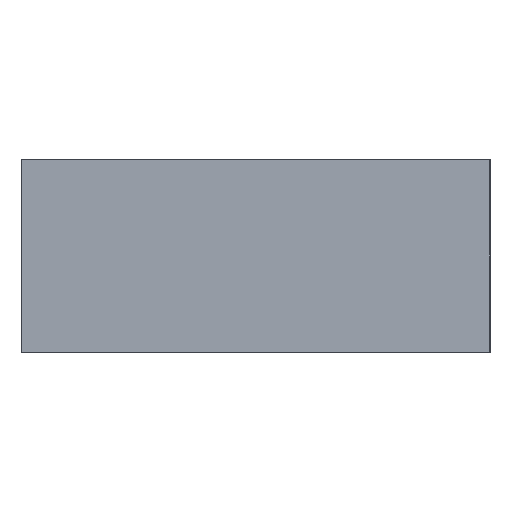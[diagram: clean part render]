
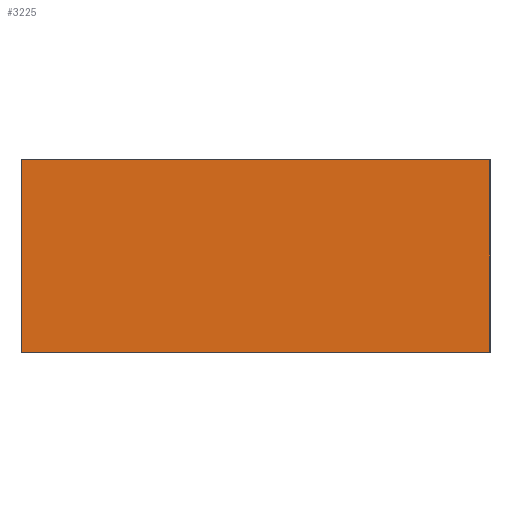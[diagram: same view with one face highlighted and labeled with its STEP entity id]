
A CAD part, left-side view. The second image highlights one B-rep face of the part: STEP entity #3225.
In plain terms, the highlighted planar face has unit normal (-1, 0, 0).
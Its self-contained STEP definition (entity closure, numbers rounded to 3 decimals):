
#2738=CARTESIAN_POINT('',(-3.994,135.826,78.225));
#2739=VERTEX_POINT('',#2738);
#2756=CARTESIAN_POINT('',(-3.994,135.826,22.225));
#2757=VERTEX_POINT('',#2756);
#2764=CARTESIAN_POINT('',(-3.994,135.826,22.225));
#2765=DIRECTION('',(0.,0.,1.));
#2766=VECTOR('',#2765,56.);
#2767=LINE('',#2764,#2766);
#2768=EDGE_CURVE('',#2757,#2739,#2767,.T.);
#3061=CARTESIAN_POINT('',(-3.994,-0.172,78.225));
#3062=VERTEX_POINT('',#3061);
#3069=CARTESIAN_POINT('',(-3.994,-0.172,22.225));
#3070=VERTEX_POINT('',#3069);
#3071=CARTESIAN_POINT('',(-3.994,-0.172,22.225));
#3072=DIRECTION('',(0.,0.,1.));
#3073=VECTOR('',#3072,56.);
#3074=LINE('',#3071,#3073);
#3075=EDGE_CURVE('',#3070,#3062,#3074,.T.);
#3204=CARTESIAN_POINT('',(-3.994,67.617,20.225));
#3205=DIRECTION('',(1.,0.,0.));
#3206=DIRECTION('',(0.,0.,-1.));
#3207=AXIS2_PLACEMENT_3D('',#3204,#3205,#3206);
#3208=PLANE('',#3207);
#3209=CARTESIAN_POINT('',(-3.994,-0.172,78.225));
#3210=DIRECTION('',(0.,1.,0.));
#3211=VECTOR('',#3210,135.998);
#3212=LINE('',#3209,#3211);
#3213=EDGE_CURVE('',#3062,#2739,#3212,.T.);
#3214=ORIENTED_EDGE('',*,*,#3213,.T.);
#3215=ORIENTED_EDGE('',*,*,#2768,.F.);
#3216=CARTESIAN_POINT('',(-3.994,-0.172,22.225));
#3217=DIRECTION('',(0.,1.,0.));
#3218=VECTOR('',#3217,135.998);
#3219=LINE('',#3216,#3218);
#3220=EDGE_CURVE('',#3070,#2757,#3219,.T.);
#3221=ORIENTED_EDGE('',*,*,#3220,.F.);
#3222=ORIENTED_EDGE('',*,*,#3075,.T.);
#3223=EDGE_LOOP('',(#3214,#3215,#3221,#3222));
#3224=FACE_BOUND('',#3223,.T.);
#3225=ADVANCED_FACE('',(#3224),#3208,.F.);
